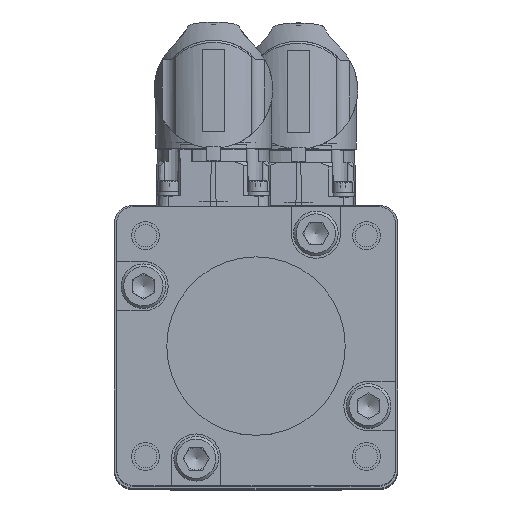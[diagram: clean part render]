
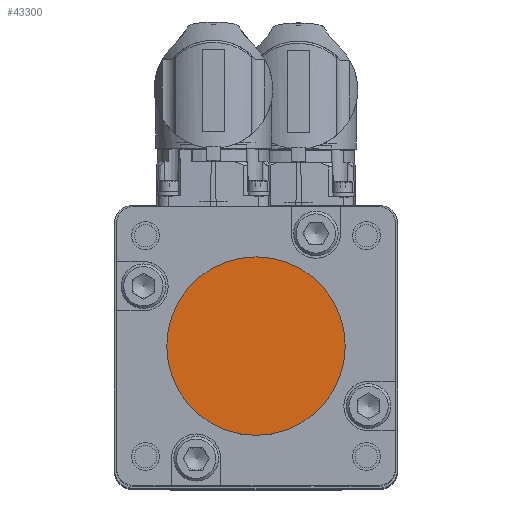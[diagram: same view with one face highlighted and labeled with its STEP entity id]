
A CAD part, top view. The second image highlights one B-rep face of the part: STEP entity #43300.
In plain terms, the highlighted planar face has unit normal (0, 0, 1).
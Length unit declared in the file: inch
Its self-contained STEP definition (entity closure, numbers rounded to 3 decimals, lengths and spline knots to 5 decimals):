
#6370 = CARTESIAN_POINT ( 'NONE',  ( 0.7874, 0., 4.9604 ) ) ;
#10643 = ORIENTED_EDGE ( 'NONE', *, *, #31191, .T. ) ;
#10953 = CARTESIAN_POINT ( 'NONE',  ( 0., 0., 4.9604 ) ) ;
#14166 = DIRECTION ( 'NONE',  ( 0., 0., 1. ) ) ;
#14414 = DIRECTION ( 'NONE',  ( 1., 0., 0. ) ) ;
#22423 = AXIS2_PLACEMENT_3D ( 'NONE', #35971, #32021, #31773 ) ;
#29706 = FACE_OUTER_BOUND ( 'NONE', #37699, .T. ) ;
#29877 = AXIS2_PLACEMENT_3D ( 'NONE', #10953, #14166, #14414 ) ;
#31191 = EDGE_CURVE ( 'NONE', #43867, #43867, #37369, .T. ) ;
#31773 = DIRECTION ( 'NONE',  ( 1., 0., 0. ) ) ;
#32021 = DIRECTION ( 'NONE',  ( 0., 0., 1. ) ) ;
#35971 = CARTESIAN_POINT ( 'NONE',  ( 0., 0., 4.9604 ) ) ;
#37369 = CIRCLE ( 'NONE', #22423, 0.7874 ) ;
#37699 = EDGE_LOOP ( 'NONE', ( #10643 ) ) ;
#43300 = ADVANCED_FACE ( 'NONE', ( #29706 ), #44757, .T. ) ;
#43867 = VERTEX_POINT ( 'NONE', #6370 ) ;
#44757 = PLANE ( 'NONE',  #29877 ) ;
